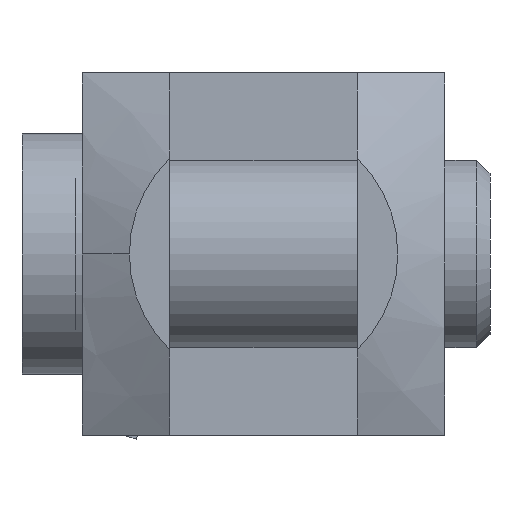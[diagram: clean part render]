
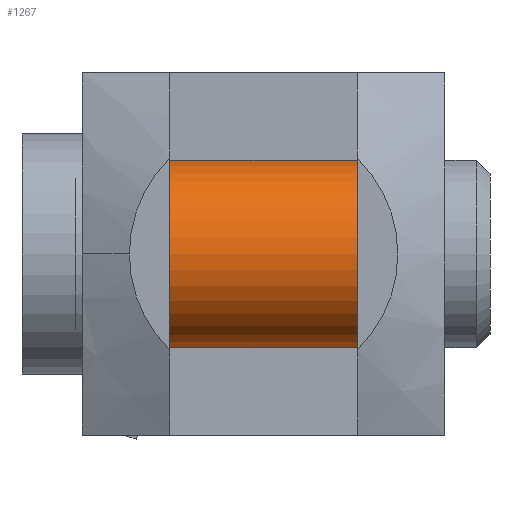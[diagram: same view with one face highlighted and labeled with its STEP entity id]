
A CAD part, front view. The second image highlights one B-rep face of the part: STEP entity #1267.
In plain terms, the highlighted cylindrical face has radius 7 mm (diameter 14 mm), a partial arc.
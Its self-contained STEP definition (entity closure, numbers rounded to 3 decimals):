
#78 = DIRECTION ( 'NONE',  ( 0., 0., -1. ) ) ;
#95 = FACE_OUTER_BOUND ( 'NONE', #758, .T. ) ;
#164 = CARTESIAN_POINT ( 'NONE',  ( 7., 14., 0. ) ) ;
#218 = VERTEX_POINT ( 'NONE', #971 ) ;
#235 = CARTESIAN_POINT ( 'NONE',  ( -16.875, 14., -7. ) ) ;
#279 = ORIENTED_EDGE ( 'NONE', *, *, #1501, .F. ) ;
#289 = DIRECTION ( 'NONE',  ( 1., 0., 0. ) ) ;
#353 = CIRCLE ( 'NONE', #393, 7. ) ;
#375 = LINE ( 'NONE', #621, #1761 ) ;
#393 = AXIS2_PLACEMENT_3D ( 'NONE', #164, #2639, #791 ) ;
#499 = CARTESIAN_POINT ( 'NONE',  ( -16.875, 14., 0. ) ) ;
#584 = EDGE_CURVE ( 'NONE', #2612, #1255, #375, .T. ) ;
#621 = CARTESIAN_POINT ( 'NONE',  ( -16.875, 14., 7. ) ) ;
#622 = DIRECTION ( 'NONE',  ( 1., 0., 0. ) ) ;
#693 = AXIS2_PLACEMENT_3D ( 'NONE', #499, #289, #78 ) ;
#758 = EDGE_LOOP ( 'NONE', ( #1960, #279, #2175, #1334 ) ) ;
#791 = DIRECTION ( 'NONE',  ( 0., 0., -1. ) ) ;
#971 = CARTESIAN_POINT ( 'NONE',  ( 7., 14., -7. ) ) ;
#1255 = VERTEX_POINT ( 'NONE', #1518 ) ;
#1262 = LINE ( 'NONE', #235, #2420 ) ;
#1267 = ADVANCED_FACE ( 'NONE', ( #95 ), #2342, .T. ) ;
#1334 = ORIENTED_EDGE ( 'NONE', *, *, #1703, .F. ) ;
#1399 = DIRECTION ( 'NONE',  ( 0., 0., 1. ) ) ;
#1501 = EDGE_CURVE ( 'NONE', #2666, #2612, #1550, .T. ) ;
#1518 = CARTESIAN_POINT ( 'NONE',  ( 7., 14., 7. ) ) ;
#1550 = CIRCLE ( 'NONE', #2496, 7. ) ;
#1601 = CARTESIAN_POINT ( 'NONE',  ( -7., 14., -7. ) ) ;
#1657 = DIRECTION ( 'NONE',  ( 1., 0., 0. ) ) ;
#1703 = EDGE_CURVE ( 'NONE', #1255, #218, #353, .T. ) ;
#1761 = VECTOR ( 'NONE', #1657, 1000. ) ;
#1960 = ORIENTED_EDGE ( 'NONE', *, *, #584, .F. ) ;
#2175 = ORIENTED_EDGE ( 'NONE', *, *, #2445, .T. ) ;
#2192 = CARTESIAN_POINT ( 'NONE',  ( -7., 14., 0. ) ) ;
#2244 = DIRECTION ( 'NONE',  ( -1., 0., 0. ) ) ;
#2339 = CARTESIAN_POINT ( 'NONE',  ( -7., 14., 7. ) ) ;
#2342 = CYLINDRICAL_SURFACE ( 'NONE', #693, 7. ) ;
#2420 = VECTOR ( 'NONE', #622, 1000. ) ;
#2445 = EDGE_CURVE ( 'NONE', #2666, #218, #1262, .T. ) ;
#2496 = AXIS2_PLACEMENT_3D ( 'NONE', #2192, #2244, #1399 ) ;
#2612 = VERTEX_POINT ( 'NONE', #2339 ) ;
#2639 = DIRECTION ( 'NONE',  ( 1., 0., 0. ) ) ;
#2666 = VERTEX_POINT ( 'NONE', #1601 ) ;
